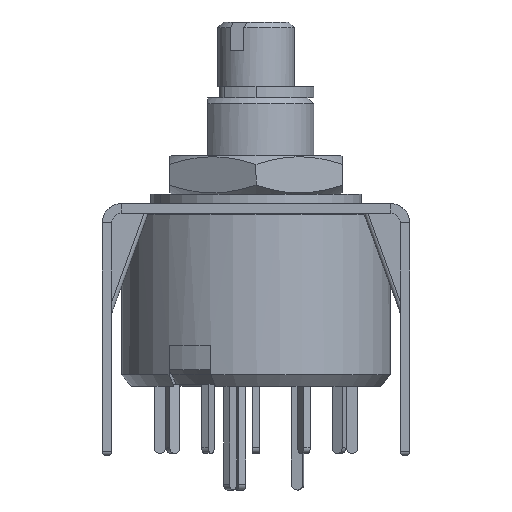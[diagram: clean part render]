
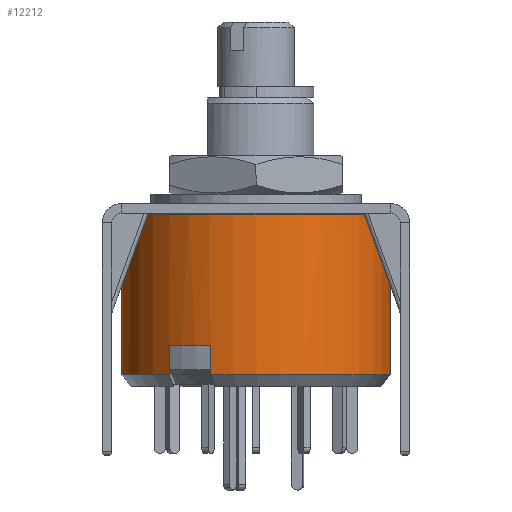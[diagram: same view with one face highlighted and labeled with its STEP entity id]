
A CAD part, front view. The second image highlights one B-rep face of the part: STEP entity #12212.
In plain terms, the highlighted cylindrical face has radius 7 mm (diameter 14 mm), a partial arc.
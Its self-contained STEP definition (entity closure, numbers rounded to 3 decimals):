
#126 = ORIENTED_EDGE ( 'NONE', *, *, #4620, .T. ) ;
#433 = LINE ( 'NONE', #12779, #16799 ) ;
#824 = VERTEX_POINT ( 'NONE', #12473 ) ;
#970 = DIRECTION ( 'NONE',  ( 0., 0., 1. ) ) ;
#1870 = VERTEX_POINT ( 'NONE', #4325 ) ;
#1941 = CARTESIAN_POINT ( 'NONE',  ( 0., 0., 9. ) ) ;
#2251 = EDGE_CURVE ( 'NONE', #6761, #7604, #11449, .T. ) ;
#2462 = VECTOR ( 'NONE', #14632, 1000. ) ;
#2749 = CARTESIAN_POINT ( 'NONE',  ( -7., 0., 9. ) ) ;
#2781 = DIRECTION ( 'NONE',  ( -1., 0., 0. ) ) ;
#2909 = EDGE_CURVE ( 'NONE', #1870, #3320, #17339, .T. ) ;
#3108 = EDGE_LOOP ( 'NONE', ( #8327, #4749, #16729, #15564, #13592, #12692, #126, #5087 ) ) ;
#3320 = VERTEX_POINT ( 'NONE', #9610 ) ;
#3394 = DIRECTION ( 'NONE',  ( 0., 0., -1. ) ) ;
#3504 = AXIS2_PLACEMENT_3D ( 'NONE', #1941, #3394, #13549 ) ;
#3606 = AXIS2_PLACEMENT_3D ( 'NONE', #12535, #970, #6691 ) ;
#3647 = DIRECTION ( 'NONE',  ( 0., 0., -1. ) ) ;
#3802 = EDGE_CURVE ( 'NONE', #4998, #6095, #4633, .T. ) ;
#3863 = AXIS2_PLACEMENT_3D ( 'NONE', #8453, #4185, #2781 ) ;
#4049 = CARTESIAN_POINT ( 'NONE',  ( 7., 0., 9. ) ) ;
#4101 = DIRECTION ( 'NONE',  ( 0., 0., -1. ) ) ;
#4185 = DIRECTION ( 'NONE',  ( 0., 0., -1. ) ) ;
#4325 = CARTESIAN_POINT ( 'NONE',  ( 7., 0., 0.95 ) ) ;
#4620 = EDGE_CURVE ( 'NONE', #7604, #6095, #433, .T. ) ;
#4633 = CIRCLE ( 'NONE', #10179, 7. ) ;
#4749 = ORIENTED_EDGE ( 'NONE', *, *, #2909, .T. ) ;
#4998 = VERTEX_POINT ( 'NONE', #5099 ) ;
#5087 = ORIENTED_EDGE ( 'NONE', *, *, #3802, .F. ) ;
#5099 = CARTESIAN_POINT ( 'NONE',  ( 7., 0., -7.4 ) ) ;
#5824 = LINE ( 'NONE', #4049, #7164 ) ;
#5961 = EDGE_CURVE ( 'NONE', #9843, #6761, #6314, .T. ) ;
#6095 = VERTEX_POINT ( 'NONE', #14359 ) ;
#6314 = LINE ( 'NONE', #13307, #2462 ) ;
#6600 = CYLINDRICAL_SURFACE ( 'NONE', #3504, 7. ) ;
#6691 = DIRECTION ( 'NONE',  ( -1., 0., 0. ) ) ;
#6761 = VERTEX_POINT ( 'NONE', #14838 ) ;
#7132 = EDGE_CURVE ( 'NONE', #1870, #4998, #5824, .T. ) ;
#7164 = VECTOR ( 'NONE', #18505, 1000. ) ;
#7604 = VERTEX_POINT ( 'NONE', #9657 ) ;
#7732 = EDGE_CURVE ( 'NONE', #3320, #824, #16927, .T. ) ;
#7897 = AXIS2_PLACEMENT_3D ( 'NONE', #18814, #10113, #13040 ) ;
#8289 = EDGE_CURVE ( 'NONE', #9843, #824, #13071, .T. ) ;
#8327 = ORIENTED_EDGE ( 'NONE', *, *, #7132, .F. ) ;
#8453 = CARTESIAN_POINT ( 'NONE',  ( 0., 0., 0.95 ) ) ;
#8622 = FACE_OUTER_BOUND ( 'NONE', #3108, .T. ) ;
#9322 = CARTESIAN_POINT ( 'NONE',  ( 0., 0., -7.4 ) ) ;
#9610 = CARTESIAN_POINT ( 'NONE',  ( -7., 0., 0.95 ) ) ;
#9657 = CARTESIAN_POINT ( 'NONE',  ( -2.361, -6.59, -5.9 ) ) ;
#9843 = VERTEX_POINT ( 'NONE', #15209 ) ;
#10113 = DIRECTION ( 'NONE',  ( 0., 0., -1. ) ) ;
#10179 = AXIS2_PLACEMENT_3D ( 'NONE', #9322, #3647, #13909 ) ;
#11449 = CIRCLE ( 'NONE', #3606, 7. ) ;
#12212 = ADVANCED_FACE ( 'NONE', ( #8622 ), #6600, .T. ) ;
#12473 = CARTESIAN_POINT ( 'NONE',  ( -7., 0., -7.4 ) ) ;
#12535 = CARTESIAN_POINT ( 'NONE',  ( 0., 0., -5.9 ) ) ;
#12692 = ORIENTED_EDGE ( 'NONE', *, *, #2251, .T. ) ;
#12779 = CARTESIAN_POINT ( 'NONE',  ( -2.361, -6.59, 9. ) ) ;
#12893 = DIRECTION ( 'NONE',  ( 0., 0., -1. ) ) ;
#13040 = DIRECTION ( 'NONE',  ( 1., 0., 0. ) ) ;
#13071 = CIRCLE ( 'NONE', #7897, 7. ) ;
#13307 = CARTESIAN_POINT ( 'NONE',  ( -4.526, -5.34, 9. ) ) ;
#13549 = DIRECTION ( 'NONE',  ( -1., 0., 0. ) ) ;
#13592 = ORIENTED_EDGE ( 'NONE', *, *, #5961, .T. ) ;
#13909 = DIRECTION ( 'NONE',  ( 1., 0., 0. ) ) ;
#14359 = CARTESIAN_POINT ( 'NONE',  ( -2.361, -6.59, -7.4 ) ) ;
#14632 = DIRECTION ( 'NONE',  ( 0., 0., 1. ) ) ;
#14838 = CARTESIAN_POINT ( 'NONE',  ( -4.526, -5.34, -5.9 ) ) ;
#15209 = CARTESIAN_POINT ( 'NONE',  ( -4.526, -5.34, -7.4 ) ) ;
#15564 = ORIENTED_EDGE ( 'NONE', *, *, #8289, .F. ) ;
#16479 = VECTOR ( 'NONE', #12893, 1000. ) ;
#16729 = ORIENTED_EDGE ( 'NONE', *, *, #7732, .T. ) ;
#16799 = VECTOR ( 'NONE', #4101, 1000. ) ;
#16927 = LINE ( 'NONE', #2749, #16479 ) ;
#17339 = CIRCLE ( 'NONE', #3863, 7. ) ;
#18505 = DIRECTION ( 'NONE',  ( 0., 0., -1. ) ) ;
#18814 = CARTESIAN_POINT ( 'NONE',  ( 0., 0., -7.4 ) ) ;
